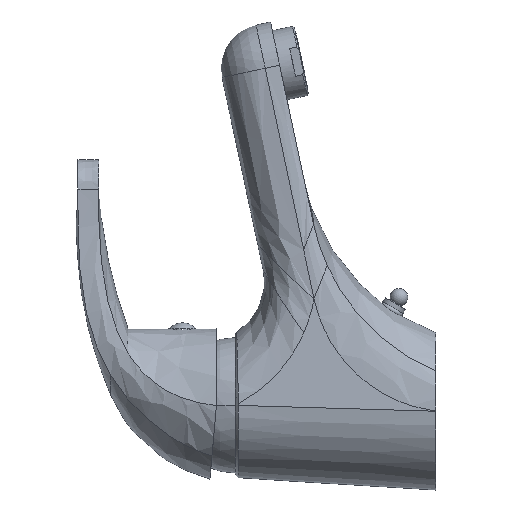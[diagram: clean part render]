
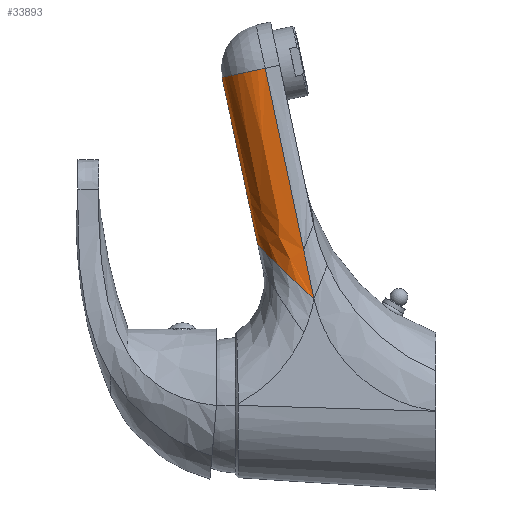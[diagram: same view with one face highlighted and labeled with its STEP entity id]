
A CAD part, left-side view. The second image highlights one B-rep face of the part: STEP entity #33893.
In plain terms, the highlighted free-form (B-spline) face has degree [3, 3] with [11, 4] control points.
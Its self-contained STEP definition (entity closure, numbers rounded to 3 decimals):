
#9703=CARTESIAN_POINT('',(-22.243,41.335,38.204));
#9704=CARTESIAN_POINT('',(-22.224,41.909,38.692));
#9705=CARTESIAN_POINT('',(-22.185,42.472,39.178));
#9706=CARTESIAN_POINT('',(-22.126,43.024,39.66));
#9708=CARTESIAN_POINT('',(-22.126,43.024,39.66));
#9709=CARTESIAN_POINT('',(-21.878,45.349,41.689));
#9710=CARTESIAN_POINT('',(-20.533,50.12,46.067));
#9711=CARTESIAN_POINT('',(-15.872,55.807,51.717));
#9712=CARTESIAN_POINT('',(-8.565,59.575,55.666));
#9713=CARTESIAN_POINT('',(-2.516,60.477,56.636));
#9714=CARTESIAN_POINT('',(0.677,60.421,56.575));
#9715=CARTESIAN_POINT('',(1.016,60.409,56.562));
#9717=CARTESIAN_POINT('',(1.016,60.409,56.562));
#9718=CARTESIAN_POINT('',(3.53,60.32,56.467));
#9719=CARTESIAN_POINT('',(8.854,59.426,55.51));
#9720=CARTESIAN_POINT('',(15.872,55.807,51.717));
#9721=CARTESIAN_POINT('',(20.533,50.12,46.067));
#9722=CARTESIAN_POINT('',(21.878,45.349,41.689));
#9723=CARTESIAN_POINT('',(22.126,43.024,39.66));
#9725=CARTESIAN_POINT('',(22.126,43.024,39.66));
#9726=CARTESIAN_POINT('',(22.185,42.472,39.178));
#9727=CARTESIAN_POINT('',(22.224,41.909,38.692));
#9728=CARTESIAN_POINT('',(22.243,41.335,38.204));
#9730=DIRECTION('',(-0.09,0.206,0.974));
#9731=VECTOR('',#9730,17.01);
#9732=CARTESIAN_POINT('',(22.243,41.335,38.204));
#9733=LINE('',#9732,#9731);
#9734=DIRECTION('',(-0.09,0.206,0.974));
#9735=VECTOR('',#9734,63.306);
#9736=CARTESIAN_POINT('',(20.709,44.842,54.777));
#9737=LINE('',#9736,#9735);
#9738=CARTESIAN_POINT('',(0.,57.891,116.46));
#9739=DIRECTION('',(0.,0.208,0.978));
#9740=DIRECTION('',(1.,0.,0.));
#9741=AXIS2_PLACEMENT_3D('',#9738,#9739,#9740);
#9743=CARTESIAN_POINT('',(0.,57.891,116.46));
#9744=DIRECTION('',(0.,-0.208,-0.978));
#9745=DIRECTION('',(-1.,0.,0.));
#9746=AXIS2_PLACEMENT_3D('',#9743,#9744,#9745);
#9748=DIRECTION('',(0.09,0.206,0.974));
#9749=VECTOR('',#9748,63.306);
#9750=CARTESIAN_POINT('',(-20.709,44.842,54.777));
#9751=LINE('',#9750,#9749);
#9752=DIRECTION('',(0.09,0.206,0.974));
#9753=VECTOR('',#9752,17.01);
#9754=CARTESIAN_POINT('',(-22.243,41.335,38.204));
#9755=LINE('',#9754,#9753);
#18795=VERTEX_POINT('',#9708);
#18796=VERTEX_POINT('',#9715);
#18797=VERTEX_POINT('',#9723);
#19116=CARTESIAN_POINT('',(22.243,41.335,38.204));
#19117=CARTESIAN_POINT('',(20.709,44.842,54.777));
#19118=VERTEX_POINT('',#19116);
#19119=VERTEX_POINT('',#19117);
#19128=CARTESIAN_POINT('',(15.,57.891,116.46));
#19130=VERTEX_POINT('',#19128);
#19131=CARTESIAN_POINT('',(0.,72.563,113.342));
#19132=VERTEX_POINT('',#19131);
#19140=CARTESIAN_POINT('',(-15.,57.891,116.46));
#19141=VERTEX_POINT('',#19140);
#19142=CARTESIAN_POINT('',(-22.243,41.335,
38.204));
#19143=CARTESIAN_POINT('',(-20.709,44.842,
54.777));
#19144=VERTEX_POINT('',#19142);
#19145=VERTEX_POINT('',#19143);
#33830=CARTESIAN_POINT('',(-14.85,57.852,
118.117));
#33831=CARTESIAN_POINT('',(-17.367,52.039,
90.787));
#33832=CARTESIAN_POINT('',(-19.883,46.226,
63.458));
#33833=CARTESIAN_POINT('',(-22.4,40.413,
36.129));
#33834=CARTESIAN_POINT('',(-14.906,59.873,
117.619));
#33835=CARTESIAN_POINT('',(-17.394,54.468,
91.385));
#33836=CARTESIAN_POINT('',(-19.882,49.064,
65.151));
#33837=CARTESIAN_POINT('',(-22.37,43.66,
38.917));
#33838=CARTESIAN_POINT('',(-14.158,63.825,
116.653));
#33839=CARTESIAN_POINT('',(-16.47,58.99,
92.487));
#33840=CARTESIAN_POINT('',(-18.781,54.155,
68.321));
#33841=CARTESIAN_POINT('',(-21.093,49.32,
44.156));
#33842=CARTESIAN_POINT('',(-10.783,68.79,
115.447));
#33843=CARTESIAN_POINT('',(-12.512,64.378,
93.787));
#33844=CARTESIAN_POINT('',(-14.242,59.965,
72.128));
#33845=CARTESIAN_POINT('',(-15.972,55.552,
50.468));
#33846=CARTESIAN_POINT('',(-5.836,72.043,
114.661));
#33847=CARTESIAN_POINT('',(-6.764,67.806,
94.61));
#33848=CARTESIAN_POINT('',(-7.691,63.568,
74.56));
#33849=CARTESIAN_POINT('',(-8.619,59.331,
54.509));
#33850=CARTESIAN_POINT('',(0.,73.187,114.385));
#33851=CARTESIAN_POINT('',(0.,68.995,94.895));
#33852=CARTESIAN_POINT('',(0.,64.803,75.405));
#33853=CARTESIAN_POINT('',(0.,60.611,55.915));
#33854=CARTESIAN_POINT('',(5.836,72.043,114.661));
#33855=CARTESIAN_POINT('',(6.764,67.806,94.61));
#33856=CARTESIAN_POINT('',(7.691,63.568,74.56));
#33857=CARTESIAN_POINT('',(8.619,59.331,54.509));
#33858=CARTESIAN_POINT('',(10.783,68.79,115.447));
#33859=CARTESIAN_POINT('',(12.512,64.378,93.787));
#33860=CARTESIAN_POINT('',(14.242,59.965,72.128));
#33861=CARTESIAN_POINT('',(15.972,55.552,50.468));
#33862=CARTESIAN_POINT('',(14.159,63.824,116.653));
#33863=CARTESIAN_POINT('',(16.47,58.989,92.487));
#33864=CARTESIAN_POINT('',(18.782,54.154,68.321));
#33865=CARTESIAN_POINT('',(21.094,49.319,44.155));
#33866=CARTESIAN_POINT('',(14.906,59.871,117.619));
#33867=CARTESIAN_POINT('',(17.394,54.466,91.384));
#33868=CARTESIAN_POINT('',(19.883,49.061,65.149));
#33869=CARTESIAN_POINT('',(22.371,43.656,38.914));
#33870=CARTESIAN_POINT('',(14.85,57.848,118.118));
#33871=CARTESIAN_POINT('',(17.367,52.035,90.787));
#33872=CARTESIAN_POINT('',(19.883,46.222,63.456));
#33873=CARTESIAN_POINT('',(22.4,40.408,36.125));
#33874=B_SPLINE_SURFACE_WITH_KNOTS('',3,3,((#33830,#33831,#33832,#33833),
(#33834,#33835,#33836,#33837),(#33838,#33839,#33840,#33841),(#33842,#33843,
#33844,#33845),(#33846,#33847,#33848,#33849),(#33850,#33851,#33852,#33853),(
#33854,#33855,#33856,#33857),(#33858,#33859,#33860,#33861),(#33862,#33863,
#33864,#33865),(#33866,#33867,#33868,#33869),(#33870,#33871,#33872,#33873)),
.UNSPECIFIED.,.F.,.F.,.F.,(4,1,1,1,1,1,1,1,4),(4,4),(-0.008,0.125,
0.25,0.375,0.5,0.625,0.75,0.875,1.008),(
-0.013,0.645),.UNSPECIFIED.);
#33875=ORIENTED_EDGE('',*,*,#33818,.T.);
#33876=ORIENTED_EDGE('',*,*,#33816,.T.);
#33877=ORIENTED_EDGE('',*,*,#33814,.T.);
#33878=ORIENTED_EDGE('',*,*,#33812,.T.);
#33880=ORIENTED_EDGE('',*,*,#33879,.T.);
#33882=ORIENTED_EDGE('',*,*,#33881,.T.);
#33884=ORIENTED_EDGE('',*,*,#33883,.T.);
#33886=ORIENTED_EDGE('',*,*,#33885,.F.);
#33888=ORIENTED_EDGE('',*,*,#33887,.F.);
#33890=ORIENTED_EDGE('',*,*,#33889,.F.);
#33891=EDGE_LOOP('',(#33875,#33876,#33877,#33878,#33880,#33882,#33884,#33886,
#33888,#33890));
#33892=FACE_OUTER_BOUND('',#33891,.F.);
#33893=ADVANCED_FACE('',(#33892),#33874,.T.);
#9707=B_SPLINE_CURVE_WITH_KNOTS('',3,(#9703,#9704,#9705,#9706),.UNSPECIFIED.,
.F.,.F.,(4,4),(0.,1.),.UNSPECIFIED.);
#9716=B_SPLINE_CURVE_WITH_KNOTS('',3,(#9708,#9709,#9710,#9711,#9712,#9713,#9714,
#9715),.UNSPECIFIED.,.F.,.F.,(4,1,1,1,1,4),(0.,0.206,
0.46,0.715,0.97,1.),.UNSPECIFIED.);
#9724=B_SPLINE_CURVE_WITH_KNOTS('',3,(#9717,#9718,#9719,#9720,#9721,#9722,
#9723),.UNSPECIFIED.,.F.,.F.,(4,1,1,1,4),(0.,0.239,
0.51,0.781,1.),.UNSPECIFIED.);
#9729=B_SPLINE_CURVE_WITH_KNOTS('',3,(#9725,#9726,#9727,#9728),.UNSPECIFIED.,
.F.,.F.,(4,4),(0.,1.),.UNSPECIFIED.);
#9742=CIRCLE('',#9741,15.);
#9747=CIRCLE('',#9746,15.);
#33812=EDGE_CURVE('',#18797,#19118,#9729,.T.);
#33814=EDGE_CURVE('',#18796,#18797,#9724,.T.);
#33816=EDGE_CURVE('',#18795,#18796,#9716,.T.);
#33818=EDGE_CURVE('',#19144,#18795,#9707,.T.);
#33879=EDGE_CURVE('',#19118,#19119,#9733,.T.);
#33881=EDGE_CURVE('',#19119,#19130,#9737,.T.);
#33883=EDGE_CURVE('',#19130,#19132,#9742,.T.);
#33885=EDGE_CURVE('',#19141,#19132,#9747,.T.);
#33887=EDGE_CURVE('',#19145,#19141,#9751,.T.);
#33889=EDGE_CURVE('',#19144,#19145,#9755,.T.);
